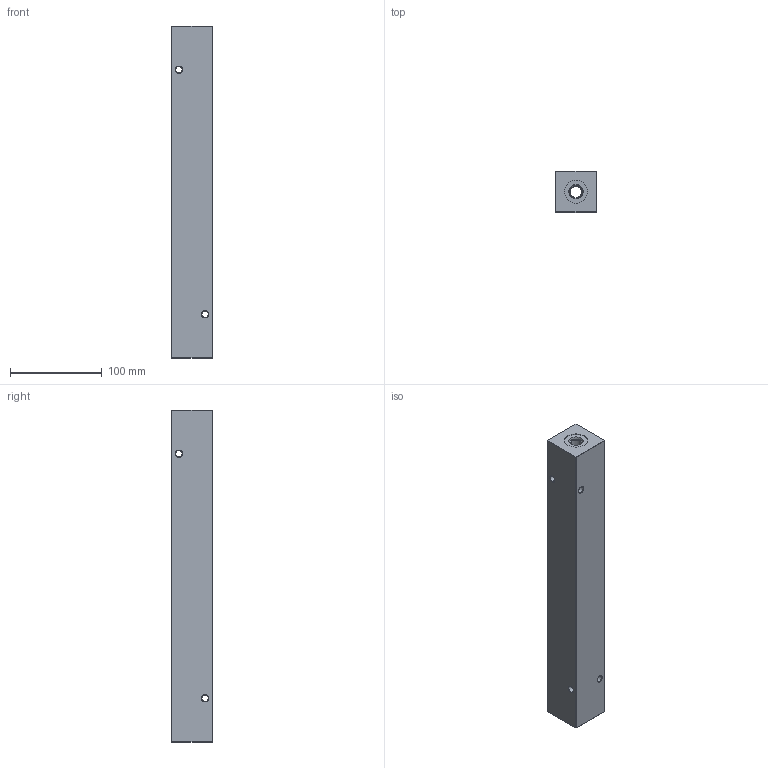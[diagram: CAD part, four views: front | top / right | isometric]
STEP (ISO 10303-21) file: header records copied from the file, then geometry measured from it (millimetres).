
FILE_DESCRIPTION (( 'STEP AP203' ), '1' );
FILE_NAME ('HM-8-90-S-6-4.STEP', '2020-11-09T15:06:48', ( '' ), ( '' ), 'SwSTEP 2.0', 'SolidWorks 2019', '' );
FILE_SCHEMA (( 'CONFIG_CONTROL_DESIGN' ));
Length unit declared in the file: inch
Products named in the file (1): HM-8-90-S-6-4
Bounding box: 44.45 x 44.45 x 361.95 mm (x, y, z)
Volume: 637078.8 mm3; surface area: 92056.9 mm2
Topology: 1 solids, 1 shells, 700 faces, 1745 edges, 1100 vertices
Faces by surface type: plane 251, bspline 203, cone 124, cylinder 122
Entity records: 31476 total; most frequent: CARTESIAN_POINT 15997, ORIENTED_EDGE 3490, DIRECTION 2561, EDGE_CURVE 1745, VERTEX_POINT 1100, VECTOR 985, LINE 985, EDGE_LOOP 799
